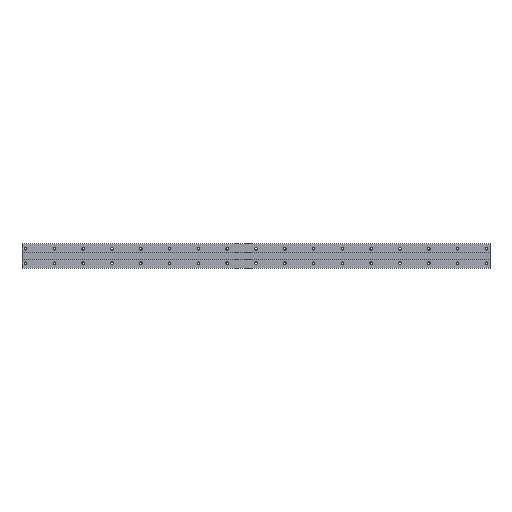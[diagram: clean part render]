
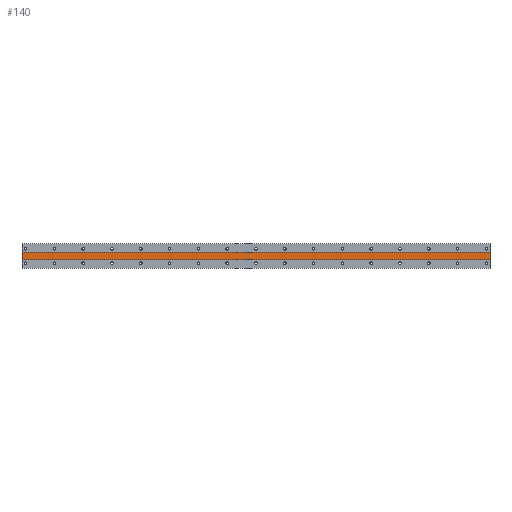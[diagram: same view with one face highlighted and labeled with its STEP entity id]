
A CAD part, front view. The second image highlights one B-rep face of the part: STEP entity #140.
In plain terms, the highlighted planar face has unit normal (0, -1, 0).
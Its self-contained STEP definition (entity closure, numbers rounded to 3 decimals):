
#69 = EDGE_CURVE ( 'NONE', #4495, #4813, #1942, .T. ) ;
#140 = ADVANCED_FACE ( 'NONE', ( #5890 ), #1516, .F. ) ;
#553 = ORIENTED_EDGE ( 'NONE', *, *, #69, .T. ) ;
#595 = CARTESIAN_POINT ( 'NONE',  ( -10., 1., -10. ) ) ;
#885 = EDGE_CURVE ( 'NONE', #4428, #2503, #4866, .T. ) ;
#907 = DIRECTION ( 'NONE',  ( 1., 0., 0. ) ) ;
#1112 = CARTESIAN_POINT ( 'NONE',  ( 1290., 1., 34.482 ) ) ;
#1119 = ORIENTED_EDGE ( 'NONE', *, *, #2569, .T. ) ;
#1274 = VECTOR ( 'NONE', #5747, 1000. ) ;
#1385 = CARTESIAN_POINT ( 'NONE',  ( 1290., 1., -10. ) ) ;
#1505 = VECTOR ( 'NONE', #4577, 1000. ) ;
#1516 = PLANE ( 'NONE',  #5157 ) ;
#1550 = LINE ( 'NONE', #2633, #1505 ) ;
#1942 = LINE ( 'NONE', #1385, #5878 ) ;
#2503 = VERTEX_POINT ( 'NONE', #3082 ) ;
#2562 = DIRECTION ( 'NONE',  ( 0., 0., 1. ) ) ;
#2569 = EDGE_CURVE ( 'NONE', #4428, #4495, #1550, .T. ) ;
#2633 = CARTESIAN_POINT ( 'NONE',  ( -10., 1., 34.482 ) ) ;
#2870 = ORIENTED_EDGE ( 'NONE', *, *, #885, .F. ) ;
#3082 = CARTESIAN_POINT ( 'NONE',  ( 1290., 1., 10. ) ) ;
#3458 = LINE ( 'NONE', #1112, #4435 ) ;
#3523 = CARTESIAN_POINT ( 'NONE',  ( 1290., 1., 10. ) ) ;
#3733 = CARTESIAN_POINT ( 'NONE',  ( 1290., 1., -10. ) ) ;
#3793 = CARTESIAN_POINT ( 'NONE',  ( 1290., 1., 10. ) ) ;
#3967 = DIRECTION ( 'NONE',  ( 0., 1., 0. ) ) ;
#4428 = VERTEX_POINT ( 'NONE', #4853 ) ;
#4435 = VECTOR ( 'NONE', #5389, 1000. ) ;
#4495 = VERTEX_POINT ( 'NONE', #595 ) ;
#4513 = EDGE_CURVE ( 'NONE', #2503, #4813, #3458, .T. ) ;
#4577 = DIRECTION ( 'NONE',  ( 0., 0., -1. ) ) ;
#4749 = ORIENTED_EDGE ( 'NONE', *, *, #4513, .F. ) ;
#4813 = VERTEX_POINT ( 'NONE', #3733 ) ;
#4853 = CARTESIAN_POINT ( 'NONE',  ( -10., 1., 10. ) ) ;
#4866 = LINE ( 'NONE', #3793, #1274 ) ;
#5157 = AXIS2_PLACEMENT_3D ( 'NONE', #3523, #3967, #2562 ) ;
#5389 = DIRECTION ( 'NONE',  ( 0., 0., -1. ) ) ;
#5747 = DIRECTION ( 'NONE',  ( 1., 0., 0. ) ) ;
#5805 = EDGE_LOOP ( 'NONE', ( #553, #4749, #2870, #1119 ) ) ;
#5878 = VECTOR ( 'NONE', #907, 1000. ) ;
#5890 = FACE_OUTER_BOUND ( 'NONE', #5805, .T. ) ;
